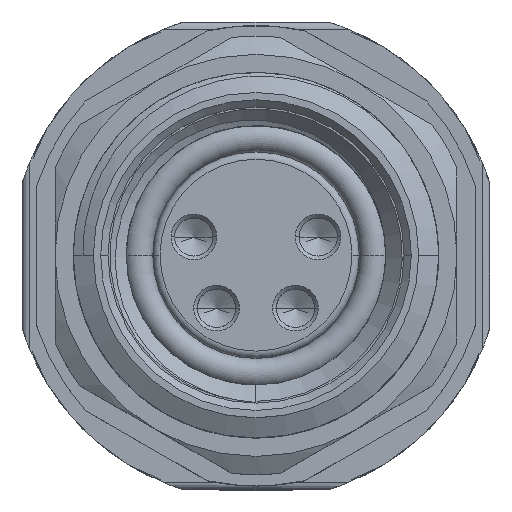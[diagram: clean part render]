
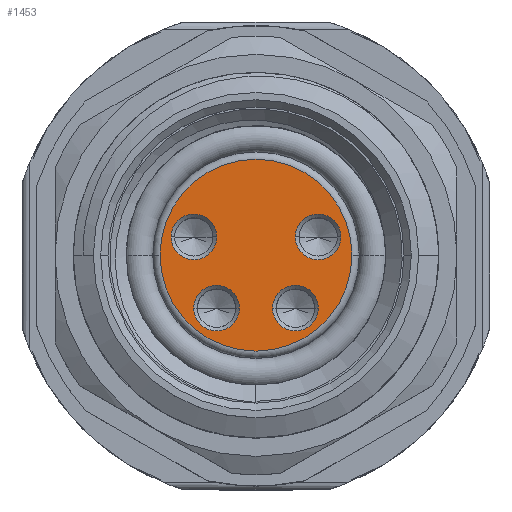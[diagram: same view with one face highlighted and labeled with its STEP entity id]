
A CAD part, top view. The second image highlights one B-rep face of the part: STEP entity #1453.
In plain terms, the highlighted planar face has unit normal (0, 0, 1).
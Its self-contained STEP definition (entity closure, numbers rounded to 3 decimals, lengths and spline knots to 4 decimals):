
#1=CARTESIAN_POINT('',(0.,0.,5.4));
#2=DIRECTION('',(0.,0.,1.));
#3=DIRECTION('',(1.,0.,0.));
#4=AXIS2_PLACEMENT_3D('',#1,#2,#3);
#6=CARTESIAN_POINT('',(0.,0.,5.4));
#7=DIRECTION('',(0.,0.,1.));
#8=DIRECTION('',(-1.,0.,0.));
#9=AXIS2_PLACEMENT_3D('',#6,#7,#8);
#11=CARTESIAN_POINT('',(-1.7,0.5,5.4));
#12=DIRECTION('',(0.,0.,-1.));
#13=DIRECTION('',(1.,0.,0.));
#14=AXIS2_PLACEMENT_3D('',#11,#12,#13);
#16=CARTESIAN_POINT('',(-1.7,0.5,5.4));
#17=DIRECTION('',(0.,0.,-1.));
#18=DIRECTION('',(-1.,0.,0.));
#19=AXIS2_PLACEMENT_3D('',#16,#17,#18);
#21=CARTESIAN_POINT('',(1.7,0.5,5.4));
#22=DIRECTION('',(0.,0.,-1.));
#23=DIRECTION('',(1.,0.,0.));
#24=AXIS2_PLACEMENT_3D('',#21,#22,#23);
#26=CARTESIAN_POINT('',(1.7,0.5,5.4));
#27=DIRECTION('',(0.,0.,-1.));
#28=DIRECTION('',(-1.,0.,0.));
#29=AXIS2_PLACEMENT_3D('',#26,#27,#28);
#31=CARTESIAN_POINT('',(1.08,-1.45,5.4));
#32=DIRECTION('',(0.,0.,-1.));
#33=DIRECTION('',(1.,0.,0.));
#34=AXIS2_PLACEMENT_3D('',#31,#32,#33);
#36=CARTESIAN_POINT('',(1.08,-1.45,5.4));
#37=DIRECTION('',(0.,0.,-1.));
#38=DIRECTION('',(-1.,0.,0.));
#39=AXIS2_PLACEMENT_3D('',#36,#37,#38);
#41=CARTESIAN_POINT('',(-1.08,-1.45,5.4));
#42=DIRECTION('',(0.,0.,-1.));
#43=DIRECTION('',(1.,0.,0.));
#44=AXIS2_PLACEMENT_3D('',#41,#42,#43);
#46=CARTESIAN_POINT('',(-1.08,-1.45,5.4));
#47=DIRECTION('',(0.,0.,-1.));
#48=DIRECTION('',(-1.,0.,0.));
#49=AXIS2_PLACEMENT_3D('',#46,#47,#48);
#1150=CARTESIAN_POINT('',(2.625,0.,5.4));
#1151=CARTESIAN_POINT('',(-2.625,0.,5.4));
#1152=VERTEX_POINT('',#1150);
#1153=VERTEX_POINT('',#1151);
#1158=CARTESIAN_POINT('',(-1.075,0.5,5.4));
#1159=CARTESIAN_POINT('',(-2.325,0.5,5.4));
#1160=VERTEX_POINT('',#1158);
#1161=VERTEX_POINT('',#1159);
#1166=CARTESIAN_POINT('',(2.325,0.5,5.4));
#1167=CARTESIAN_POINT('',(1.075,0.5,5.4));
#1168=VERTEX_POINT('',#1166);
#1169=VERTEX_POINT('',#1167);
#1174=CARTESIAN_POINT('',(1.705,-1.45,5.4));
#1175=CARTESIAN_POINT('',(0.455,-1.45,5.4));
#1176=VERTEX_POINT('',#1174);
#1177=VERTEX_POINT('',#1175);
#1182=CARTESIAN_POINT('',(-0.455,-1.45,5.4));
#1183=CARTESIAN_POINT('',(-1.705,-1.45,5.4));
#1184=VERTEX_POINT('',#1182);
#1185=VERTEX_POINT('',#1183);
#1418=CARTESIAN_POINT('',(0.,0.,5.4));
#1419=DIRECTION('',(0.,0.,1.));
#1420=DIRECTION('',(1.,0.,0.));
#1421=AXIS2_PLACEMENT_3D('',#1418,#1419,#1420);
#1422=PLANE('',#1421);
#1424=ORIENTED_EDGE('',*,*,#1423,.F.);
#1426=ORIENTED_EDGE('',*,*,#1425,.F.);
#1427=EDGE_LOOP('',(#1424,#1426));
#1428=FACE_OUTER_BOUND('',#1427,.F.);
#1430=ORIENTED_EDGE('',*,*,#1429,.F.);
#1432=ORIENTED_EDGE('',*,*,#1431,.F.);
#1433=EDGE_LOOP('',(#1430,#1432));
#1434=FACE_BOUND('',#1433,.F.);
#1436=ORIENTED_EDGE('',*,*,#1435,.F.);
#1438=ORIENTED_EDGE('',*,*,#1437,.F.);
#1439=EDGE_LOOP('',(#1436,#1438));
#1440=FACE_BOUND('',#1439,.F.);
#1442=ORIENTED_EDGE('',*,*,#1441,.F.);
#1444=ORIENTED_EDGE('',*,*,#1443,.F.);
#1445=EDGE_LOOP('',(#1442,#1444));
#1446=FACE_BOUND('',#1445,.F.);
#1448=ORIENTED_EDGE('',*,*,#1447,.F.);
#1450=ORIENTED_EDGE('',*,*,#1449,.F.);
#1451=EDGE_LOOP('',(#1448,#1450));
#1452=FACE_BOUND('',#1451,.F.);
#5=CIRCLE('',#4,2.625);
#10=CIRCLE('',#9,2.625);
#15=CIRCLE('',#14,0.625);
#20=CIRCLE('',#19,0.625);
#25=CIRCLE('',#24,0.625);
#30=CIRCLE('',#29,0.625);
#35=CIRCLE('',#34,0.625);
#40=CIRCLE('',#39,0.625);
#45=CIRCLE('',#44,0.625);
#50=CIRCLE('',#49,0.625);
#1423=EDGE_CURVE('',#1152,#1153,#5,.T.);
#1425=EDGE_CURVE('',#1153,#1152,#10,.T.);
#1429=EDGE_CURVE('',#1160,#1161,#15,.T.);
#1431=EDGE_CURVE('',#1161,#1160,#20,.T.);
#1435=EDGE_CURVE('',#1168,#1169,#25,.T.);
#1437=EDGE_CURVE('',#1169,#1168,#30,.T.);
#1441=EDGE_CURVE('',#1176,#1177,#35,.T.);
#1443=EDGE_CURVE('',#1177,#1176,#40,.T.);
#1447=EDGE_CURVE('',#1184,#1185,#45,.T.);
#1449=EDGE_CURVE('',#1185,#1184,#50,.T.);
#1453=ADVANCED_FACE('',(#1428,#1434,#1440,#1446,#1452),#1422,.T.);
